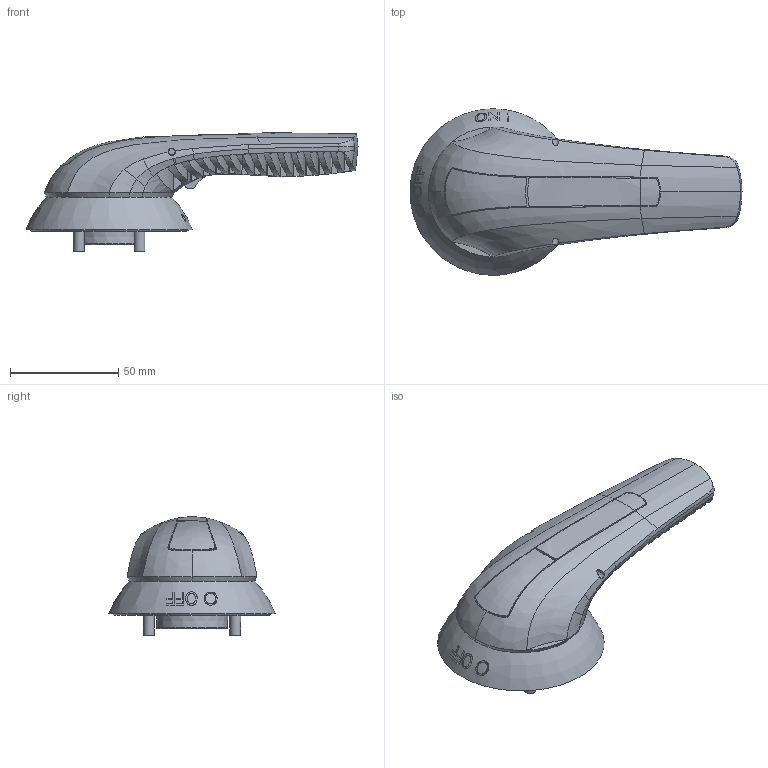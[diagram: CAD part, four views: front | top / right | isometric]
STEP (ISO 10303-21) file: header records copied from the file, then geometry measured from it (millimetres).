
FILE_DESCRIPTION(/* description */ (''),/* implementation_level */ '2;1');
FILE_NAME(/* name */ '3d_GEFX62B.stp',/* time_stamp */ '2024-10-04T16:13:51+02:00',/* author */ (''),/* organization */ (''),/* preprocessor_version */ 'ST-DEVELOPER v16.7',/* originating_system */ 'SIEMENS PLM Software NX 12.0',/* authorisation */ '');
FILE_SCHEMA (('AUTOMOTIVE_DESIGN { 1 0 10303 214 3 1 1 1 }'));
Length unit declared in the file: millimetre
Products named in the file (1): RuggC16432B6tl02
Bounding box: 153.56 x 76.95 x 54.75 mm (x, y, z)
Surface area: 39615.3 mm2 (no closed solid volume)
Topology: 0 solids, 8 shells, 1405 faces, 4298 edges, 2726 vertices
Faces by surface type: bspline 724, cylinder 267, plane 204, sphere 146, cone 36, torus 28
Full cylindrical faces by diameter (mm): 3.2 x1, 5 x4
Entity records: 94432 total; most frequent: CARTESIAN_POINT 68964, ORIENTED_EDGE 7398, EDGE_CURVE 4165, B_SPLINE_CURVE_WITH_KNOTS 3708, VERTEX_POINT 2690, EDGE_LOOP 1446, ADVANCED_FACE 1405, FACE_OUTER_BOUND 1374
